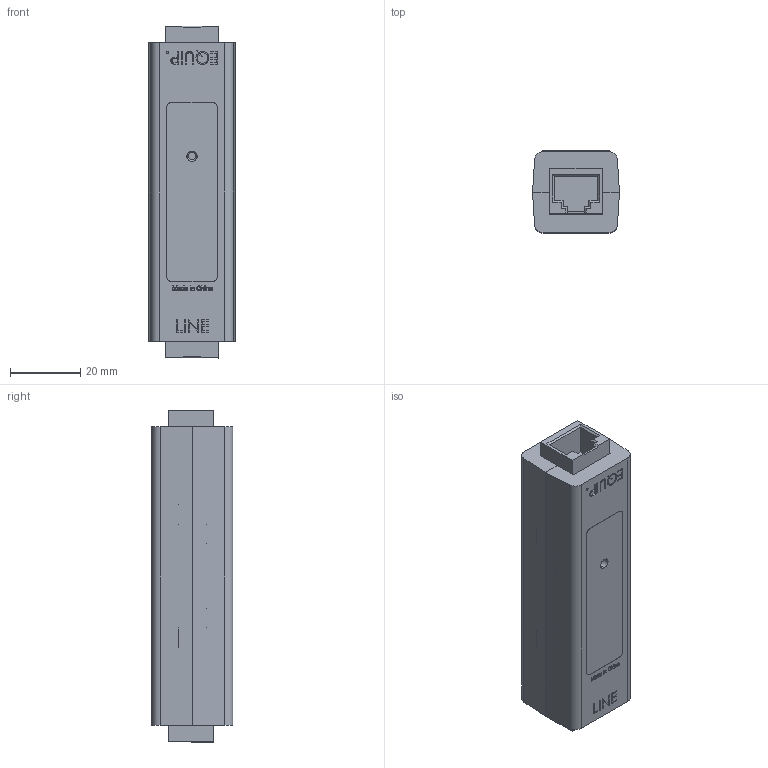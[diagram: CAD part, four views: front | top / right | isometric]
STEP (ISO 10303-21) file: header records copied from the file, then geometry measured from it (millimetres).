
FILE_DESCRIPTION (( 'STEP AP214' ), '1' );
FILE_NAME ('1101-905-1-E.STEP', '2019-01-17T17:36:20', ( '' ), ( '' ), 'SwSTEP 2.0', 'SolidWorks 2018', '' );
FILE_SCHEMA (( 'AUTOMOTIVE_DESIGN' ));
Length unit declared in the file: inch
Products named in the file (16): 1101-905-1-E; 2003-2472-1; 5320-003; 2003-2411; 2500-286; 2200-481; 2107-243; 2250-882
Assembly tree (9 placements, depth 3):
  1101-905-1-E
    2003-2411
    5320-003  x2
    2250-882
      2200-481
      2500-286  x2
      2107-243
    2003-2472-1
  2003-2472-1
  5320-003
  2003-2411
  2500-286
Bounding box: 24.65 x 23.27 x 94.23 mm (x, y, z)
Volume: 22822.1 mm3; surface area: 26515.6 mm2
Topology: 8 solids, 8 shells, 3136 faces, 8294 edges, 5504 vertices
Faces by surface type: plane 2174, bspline 789, cylinder 153, cone 20
Entity records: 143280 total; most frequent: CARTESIAN_POINT 54061, ORIENTED_EDGE 14134, DIRECTION 9983, EDGE_CURVE 7067, VECTOR 5439, LINE 5439, VERTEX_POINT 4696, EDGE_LOOP 3029
